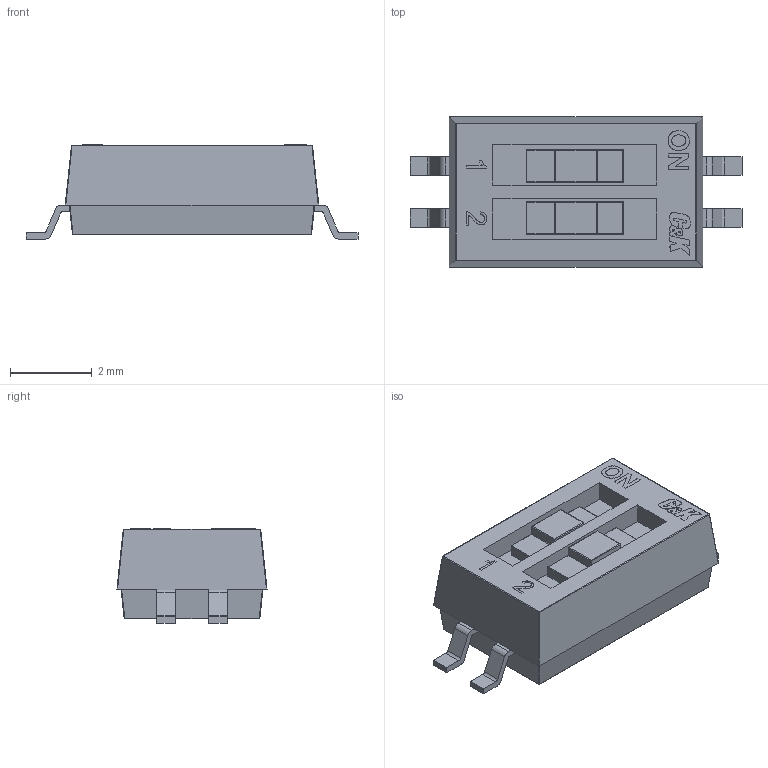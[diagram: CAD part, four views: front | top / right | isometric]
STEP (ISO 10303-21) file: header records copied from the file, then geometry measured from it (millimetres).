
FILE_DESCRIPTION(/* description */ (''),/* implementation_level */ '2;1');
FILE_NAME(/* name */ 'C&K Components TDA02H0SB1.stp',/* time_stamp */ '2022-09-23T02:46:34-04:00',/* author */ ('rabri'),/* organization */ (''),/* preprocessor_version */ 'ST-DEVELOPER v18',/* originating_system */ 'Autodesk Inventor 2020',/* authorisation */ '');
FILE_SCHEMA (('AUTOMOTIVE_DESIGN { 1 0 10303 214 3 1 1 }'));
Length unit declared in the file: millimetre
Products named in the file (5): C&K Components TDA01H0SB1R; body; logo_; terminal; actuator
Assembly tree (6 placements, depth 2):
  C&K Components TDA01H0SB1R
    body
    logo_
    terminal  x2
    actuator  x2
Bounding box: 8.12 x 3.67 x 2.3 mm (x, y, z)
Volume: 43.8 mm3; surface area: 115.7 mm2
Topology: 13 solids, 13 shells, 322 faces, 791 edges, 498 vertices
Faces by surface type: plane 136, bspline 81, cylinder 73, sphere 24, torus 8
Entity records: 8151 total; most frequent: CARTESIAN_POINT 2265, ORIENTED_EDGE 1262, DIRECTION 971, EDGE_CURVE 631, VERTEX_POINT 402, LINE 375, VECTOR 375, AXIS2_PLACEMENT_3D 298
